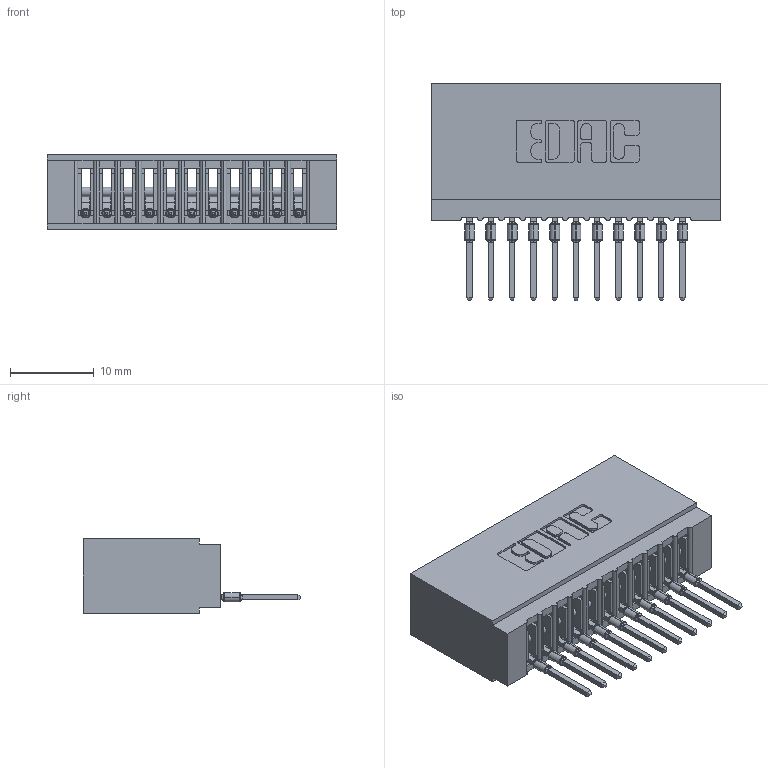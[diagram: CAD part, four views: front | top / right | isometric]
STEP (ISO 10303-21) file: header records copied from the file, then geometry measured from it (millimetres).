
FILE_DESCRIPTION (( 'STEP AP203' ), '1' );
FILE_NAME ('745-011-522-101.STEP', '2026-02-25T15:24:58', ( '' ), ( '' ), 'SwSTEP 2.0', 'SolidWorks 2023', '' );
FILE_SCHEMA (( 'CONFIG_CONTROL_DESIGN' ));
Length unit declared in the file: millimetre
Products named in the file (3): 745 Part_Insulator Option - 01; 745-011-522-101; 745-292-001_522
Assembly tree (12 placements, depth 2):
  745-011-522-101
    745 Part_Insulator Option - 01
    745-292-001_522  x11
Bounding box: 34.54 x 25.92 x 8.89 mm (x, y, z)
Volume: 3202.7 mm3; surface area: 5383.8 mm2
Topology: 12 solids, 12 shells, 1327 faces, 3646 edges, 2306 vertices
Faces by surface type: plane 792, cylinder 249, bspline 220, torus 66
Entity records: 22399 total; most frequent: CARTESIAN_POINT 4448, ORIENTED_EDGE 3832, DIRECTION 3352, EDGE_CURVE 1916, VECTOR 1668, LINE 1668, VERTEX_POINT 1226, AXIS2_PLACEMENT_3D 842
